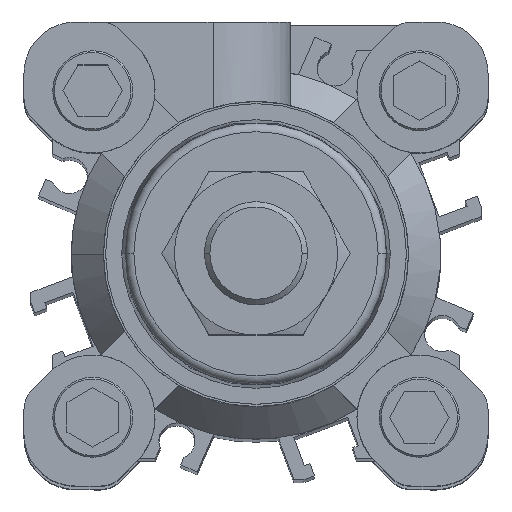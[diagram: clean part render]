
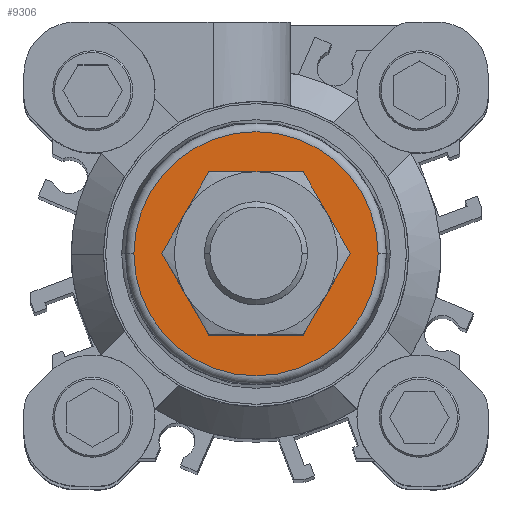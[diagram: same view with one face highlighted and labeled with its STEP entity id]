
A CAD part, top view. The second image highlights one B-rep face of the part: STEP entity #9306.
In plain terms, the highlighted planar face has unit normal (0, 0, 1).
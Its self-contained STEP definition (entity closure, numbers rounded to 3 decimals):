
#314 = AXIS2_PLACEMENT_3D ( 'NONE', #4699, #4683, #4664 ) ;
#487 = EDGE_CURVE ( 'NONE', #3323, #3620, #6785, .T. ) ;
#2537 = CARTESIAN_POINT ( 'NONE',  ( 8., 0., 48.6 ) ) ;
#2583 = CARTESIAN_POINT ( 'NONE',  ( -8., 0., 48.6 ) ) ;
#2831 = CIRCLE ( 'NONE', #314, 14.21 ) ;
#3075 = ORIENTED_EDGE ( 'NONE', *, *, #5739, .F. ) ;
#3213 = CIRCLE ( 'NONE', #3867, 8. ) ;
#3323 = VERTEX_POINT ( 'NONE', #2537 ) ;
#3569 = CARTESIAN_POINT ( 'NONE',  ( -14.21, 0., 48.6 ) ) ;
#3620 = VERTEX_POINT ( 'NONE', #2583 ) ;
#3713 = CIRCLE ( 'NONE', #11346, 14.21 ) ;
#3867 = AXIS2_PLACEMENT_3D ( 'NONE', #7118, #8041, #11220 ) ;
#3900 = ORIENTED_EDGE ( 'NONE', *, *, #487, .F. ) ;
#4664 = DIRECTION ( 'NONE',  ( 1., 0., 0. ) ) ;
#4683 = DIRECTION ( 'NONE',  ( 0., 0., 1. ) ) ;
#4699 = CARTESIAN_POINT ( 'NONE',  ( 0., 0., 48.6 ) ) ;
#4830 = DIRECTION ( 'NONE',  ( 1., 0., 0. ) ) ;
#5150 = DIRECTION ( 'NONE',  ( 0., 0., 1. ) ) ;
#5176 = CARTESIAN_POINT ( 'NONE',  ( 0., 0., 48.6 ) ) ;
#5739 = EDGE_CURVE ( 'NONE', #3620, #3323, #3213, .T. ) ;
#6785 = CIRCLE ( 'NONE', #6973, 8. ) ;
#6973 = AXIS2_PLACEMENT_3D ( 'NONE', #11770, #13048, #12818 ) ;
#7118 = CARTESIAN_POINT ( 'NONE',  ( 0., 0., 48.6 ) ) ;
#7941 = EDGE_LOOP ( 'NONE', ( #12521, #11370 ) ) ;
#8041 = DIRECTION ( 'NONE',  ( 0., 0., 1. ) ) ;
#8206 = DIRECTION ( 'NONE',  ( 1., 0., 0. ) ) ;
#8267 = DIRECTION ( 'NONE',  ( 0., 0., 1. ) ) ;
#8827 = CARTESIAN_POINT ( 'NONE',  ( 0., 0., 48.6 ) ) ;
#9163 = PLANE ( 'NONE',  #10037 ) ;
#9306 = ADVANCED_FACE ( 'NONE', ( #9592, #13071 ), #9163, .T. ) ;
#9378 = VERTEX_POINT ( 'NONE', #3569 ) ;
#9592 = FACE_OUTER_BOUND ( 'NONE', #7941, .T. ) ;
#9855 = EDGE_CURVE ( 'NONE', #9378, #11715, #3713, .T. ) ;
#10037 = AXIS2_PLACEMENT_3D ( 'NONE', #8827, #8267, #8206 ) ;
#11220 = DIRECTION ( 'NONE',  ( 1., 0., 0. ) ) ;
#11346 = AXIS2_PLACEMENT_3D ( 'NONE', #5176, #5150, #4830 ) ;
#11370 = ORIENTED_EDGE ( 'NONE', *, *, #9855, .T. ) ;
#11715 = VERTEX_POINT ( 'NONE', #12234 ) ;
#11770 = CARTESIAN_POINT ( 'NONE',  ( 0., 0., 48.6 ) ) ;
#11995 = EDGE_LOOP ( 'NONE', ( #3900, #3075 ) ) ;
#12234 = CARTESIAN_POINT ( 'NONE',  ( 14.21, 0., 48.6 ) ) ;
#12521 = ORIENTED_EDGE ( 'NONE', *, *, #13362, .T. ) ;
#12818 = DIRECTION ( 'NONE',  ( 1., 0., 0. ) ) ;
#13048 = DIRECTION ( 'NONE',  ( 0., 0., 1. ) ) ;
#13071 = FACE_BOUND ( 'NONE', #11995, .T. ) ;
#13362 = EDGE_CURVE ( 'NONE', #11715, #9378, #2831, .T. ) ;
